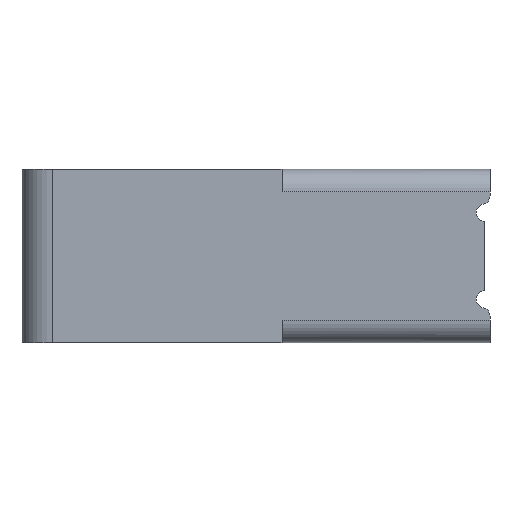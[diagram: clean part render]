
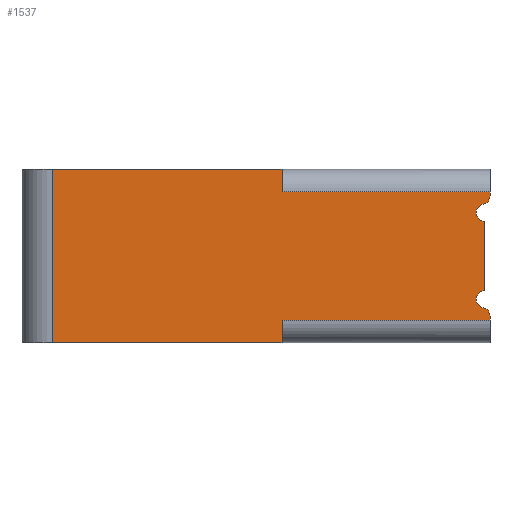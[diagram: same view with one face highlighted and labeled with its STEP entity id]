
A CAD part, front view. The second image highlights one B-rep face of the part: STEP entity #1537.
In plain terms, the highlighted planar face has unit normal (0, -1, 0).
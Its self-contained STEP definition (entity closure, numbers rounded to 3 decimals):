
#10 = VERTEX_POINT ( 'NONE', #1973 ) ;
#18 = EDGE_CURVE ( 'NONE', #10, #2248, #2622, .T. ) ;
#25 = DIRECTION ( 'NONE',  ( 0., 1., 0. ) ) ;
#59 = CARTESIAN_POINT ( 'NONE',  ( 0.25, 0., -2.67 ) ) ;
#66 = CARTESIAN_POINT ( 'NONE',  ( -0.2, 0., -2.67 ) ) ;
#87 = DIRECTION ( 'NONE',  ( 1., 0., 0. ) ) ;
#165 = EDGE_CURVE ( 'NONE', #1717, #631, #2846, .T. ) ;
#263 = LINE ( 'NONE', #2681, #2915 ) ;
#359 = VERTEX_POINT ( 'NONE', #637 ) ;
#404 = CARTESIAN_POINT ( 'NONE',  ( -0.25, 0., -2.67 ) ) ;
#417 = AXIS2_PLACEMENT_3D ( 'NONE', #2515, #25, #3200 ) ;
#437 = AXIS2_PLACEMENT_3D ( 'NONE', #404, #784, #1082 ) ;
#453 = DIRECTION ( 'NONE',  ( -1., 0., 0. ) ) ;
#462 = CARTESIAN_POINT ( 'NONE',  ( -0.37, 0., -1.5 ) ) ;
#469 = CARTESIAN_POINT ( 'NONE',  ( 0.37, 0., -2.7 ) ) ;
#488 = VERTEX_POINT ( 'NONE', #3382 ) ;
#491 = CARTESIAN_POINT ( 'NONE',  ( -0.25, 0., -2.62 ) ) ;
#536 = AXIS2_PLACEMENT_3D ( 'NONE', #2198, #3821, #680 ) ;
#549 = EDGE_CURVE ( 'NONE', #359, #3437, #3474, .T. ) ;
#564 = VERTEX_POINT ( 'NONE', #690 ) ;
#603 = VERTEX_POINT ( 'NONE', #801 ) ;
#631 = VERTEX_POINT ( 'NONE', #3541 ) ;
#637 = CARTESIAN_POINT ( 'NONE',  ( -0.348, 0., -2.7 ) ) ;
#654 = CARTESIAN_POINT ( 'NONE',  ( 0.348, 0., -2.65 ) ) ;
#680 = DIRECTION ( 'NONE',  ( 0.98, 0., -0.2 ) ) ;
#690 = CARTESIAN_POINT ( 'NONE',  ( 0.37, 0., -1.5 ) ) ;
#691 = CARTESIAN_POINT ( 'NONE',  ( -0.2, 0., -2.67 ) ) ;
#750 = LINE ( 'NONE', #462, #1776 ) ;
#784 = DIRECTION ( 'NONE',  ( 0., 1., 0. ) ) ;
#791 = CARTESIAN_POINT ( 'NONE',  ( -0.5, 0., -1.5 ) ) ;
#801 = CARTESIAN_POINT ( 'NONE',  ( -0.37, 0., -1.5 ) ) ;
#811 = ORIENTED_EDGE ( 'NONE', *, *, #1293, .F. ) ;
#850 = AXIS2_PLACEMENT_3D ( 'NONE', #59, #2254, #1597 ) ;
#874 = ORIENTED_EDGE ( 'NONE', *, *, #889, .T. ) ;
#883 = EDGE_CURVE ( 'NONE', #631, #2248, #2591, .T. ) ;
#889 = EDGE_CURVE ( 'NONE', #1488, #10, #2738, .T. ) ;
#945 = ORIENTED_EDGE ( 'NONE', *, *, #2952, .T. ) ;
#955 = ORIENTED_EDGE ( 'NONE', *, *, #549, .F. ) ;
#1010 = VERTEX_POINT ( 'NONE', #3242 ) ;
#1019 = CARTESIAN_POINT ( 'NONE',  ( -0.37, 0., -1.5 ) ) ;
#1045 = DIRECTION ( 'NONE',  ( 0., 0., -1. ) ) ;
#1081 = CARTESIAN_POINT ( 'NONE',  ( -0.5, 0., -0.175 ) ) ;
#1082 = DIRECTION ( 'NONE',  ( -0.98, 0., 0.2 ) ) ;
#1131 = EDGE_CURVE ( 'NONE', #1010, #1750, #2933, .T. ) ;
#1201 = AXIS2_PLACEMENT_3D ( 'NONE', #1417, #2692, #2063 ) ;
#1293 = EDGE_CURVE ( 'NONE', #3145, #2074, #263, .T. ) ;
#1306 = CARTESIAN_POINT ( 'NONE',  ( -0.37, 0., -2.7 ) ) ;
#1400 = CARTESIAN_POINT ( 'NONE',  ( 0.5, 0., -0.175 ) ) ;
#1417 = CARTESIAN_POINT ( 'NONE',  ( -0.25, 0., -2.67 ) ) ;
#1458 = AXIS2_PLACEMENT_3D ( 'NONE', #2500, #3862, #1045 ) ;
#1488 = VERTEX_POINT ( 'NONE', #2295 ) ;
#1519 = DIRECTION ( 'NONE',  ( 0., 0., 1. ) ) ;
#1537 = ADVANCED_FACE ( 'NONE', ( #3133 ), #1548, .T. ) ;
#1548 = PLANE ( 'NONE',  #1458 ) ;
#1573 = ORIENTED_EDGE ( 'NONE', *, *, #2196, .T. ) ;
#1577 = CARTESIAN_POINT ( 'NONE',  ( -0.348, 0., -2.7 ) ) ;
#1597 = DIRECTION ( 'NONE',  ( -1., 0., 0. ) ) ;
#1655 = DIRECTION ( 'NONE',  ( 0., 1., 0. ) ) ;
#1705 = ORIENTED_EDGE ( 'NONE', *, *, #2634, .T. ) ;
#1717 = VERTEX_POINT ( 'NONE', #2632 ) ;
#1750 = VERTEX_POINT ( 'NONE', #491 ) ;
#1776 = VECTOR ( 'NONE', #3268, 1000. ) ;
#1890 = EDGE_LOOP ( 'NONE', ( #955, #3397, #3226, #945, #2803, #874, #3338, #1935, #3360, #2235, #3529, #1705, #811, #2992, #3220, #1573 ) ) ;
#1911 = EDGE_CURVE ( 'NONE', #1010, #359, #2782, .T. ) ;
#1935 = ORIENTED_EDGE ( 'NONE', *, *, #883, .F. ) ;
#1973 = CARTESIAN_POINT ( 'NONE',  ( 0.25, 0., -2.62 ) ) ;
#2063 = DIRECTION ( 'NONE',  ( -0.98, 0., 0.2 ) ) ;
#2074 = VERTEX_POINT ( 'NONE', #1400 ) ;
#2149 = CIRCLE ( 'NONE', #437, 0.05 ) ;
#2178 = VERTEX_POINT ( 'NONE', #791 ) ;
#2184 = AXIS2_PLACEMENT_3D ( 'NONE', #654, #1655, #4068 ) ;
#2188 = LINE ( 'NONE', #4057, #3537 ) ;
#2196 = EDGE_CURVE ( 'NONE', #603, #3437, #750, .T. ) ;
#2198 = CARTESIAN_POINT ( 'NONE',  ( -0.348, 0., -2.65 ) ) ;
#2235 = ORIENTED_EDGE ( 'NONE', *, *, #2353, .F. ) ;
#2248 = VERTEX_POINT ( 'NONE', #2719 ) ;
#2254 = DIRECTION ( 'NONE',  ( 0., 1., 0. ) ) ;
#2295 = CARTESIAN_POINT ( 'NONE',  ( 0.2, 0., -2.67 ) ) ;
#2321 = DIRECTION ( 'NONE',  ( 1., 0., 0. ) ) ;
#2353 = EDGE_CURVE ( 'NONE', #564, #1717, #2854, .T. ) ;
#2436 = LINE ( 'NONE', #3048, #3988 ) ;
#2488 = VECTOR ( 'NONE', #2549, 1000. ) ;
#2496 = CARTESIAN_POINT ( 'NONE',  ( 0.37, 0., -1.5 ) ) ;
#2500 = CARTESIAN_POINT ( 'NONE',  ( 0.5, 0., -2.7 ) ) ;
#2508 = VECTOR ( 'NONE', #2848, 1000. ) ;
#2515 = CARTESIAN_POINT ( 'NONE',  ( 0.25, 0., -2.67 ) ) ;
#2549 = DIRECTION ( 'NONE',  ( 0., 0., -1. ) ) ;
#2564 = DIRECTION ( 'NONE',  ( -1., 0., 0. ) ) ;
#2591 = CIRCLE ( 'NONE', #2184, 0.05 ) ;
#2616 = LINE ( 'NONE', #2980, #3924 ) ;
#2622 = CIRCLE ( 'NONE', #850, 0.05 ) ;
#2632 = CARTESIAN_POINT ( 'NONE',  ( 0.37, 0., -2.7 ) ) ;
#2634 = EDGE_CURVE ( 'NONE', #488, #2074, #2436, .T. ) ;
#2681 = CARTESIAN_POINT ( 'NONE',  ( -0.5, 0., -0.175 ) ) ;
#2692 = DIRECTION ( 'NONE',  ( 0., 1., 0. ) ) ;
#2719 = CARTESIAN_POINT ( 'NONE',  ( 0.299, 0., -2.66 ) ) ;
#2738 = CIRCLE ( 'NONE', #417, 0.05 ) ;
#2782 = CIRCLE ( 'NONE', #536, 0.05 ) ;
#2803 = ORIENTED_EDGE ( 'NONE', *, *, #3963, .T. ) ;
#2846 = LINE ( 'NONE', #469, #3250 ) ;
#2848 = DIRECTION ( 'NONE',  ( -1., 0., 0. ) ) ;
#2852 = EDGE_CURVE ( 'NONE', #2178, #3145, #2616, .T. ) ;
#2854 = LINE ( 'NONE', #2496, #2488 ) ;
#2910 = EDGE_CURVE ( 'NONE', #603, #2178, #3834, .T. ) ;
#2915 = VECTOR ( 'NONE', #2321, 1000. ) ;
#2920 = VERTEX_POINT ( 'NONE', #691 ) ;
#2933 = CIRCLE ( 'NONE', #1201, 0.05 ) ;
#2952 = EDGE_CURVE ( 'NONE', #1750, #2920, #2149, .T. ) ;
#2980 = CARTESIAN_POINT ( 'NONE',  ( -0.5, 0., -1.5 ) ) ;
#2992 = ORIENTED_EDGE ( 'NONE', *, *, #2852, .F. ) ;
#3048 = CARTESIAN_POINT ( 'NONE',  ( 0.5, 0., -1.5 ) ) ;
#3133 = FACE_OUTER_BOUND ( 'NONE', #1890, .T. ) ;
#3145 = VERTEX_POINT ( 'NONE', #1081 ) ;
#3200 = DIRECTION ( 'NONE',  ( -1., 0., 0. ) ) ;
#3220 = ORIENTED_EDGE ( 'NONE', *, *, #2910, .F. ) ;
#3226 = ORIENTED_EDGE ( 'NONE', *, *, #1131, .T. ) ;
#3242 = CARTESIAN_POINT ( 'NONE',  ( -0.299, 0., -2.66 ) ) ;
#3250 = VECTOR ( 'NONE', #3278, 1000. ) ;
#3268 = DIRECTION ( 'NONE',  ( 0., 0., -1. ) ) ;
#3278 = DIRECTION ( 'NONE',  ( -1., 0., 0. ) ) ;
#3329 = VECTOR ( 'NONE', #87, 1000. ) ;
#3338 = ORIENTED_EDGE ( 'NONE', *, *, #18, .T. ) ;
#3360 = ORIENTED_EDGE ( 'NONE', *, *, #165, .F. ) ;
#3382 = CARTESIAN_POINT ( 'NONE',  ( 0.5, 0., -1.5 ) ) ;
#3397 = ORIENTED_EDGE ( 'NONE', *, *, #1911, .F. ) ;
#3437 = VERTEX_POINT ( 'NONE', #1306 ) ;
#3442 = EDGE_CURVE ( 'NONE', #488, #564, #2188, .T. ) ;
#3474 = LINE ( 'NONE', #1577, #2508 ) ;
#3529 = ORIENTED_EDGE ( 'NONE', *, *, #3442, .F. ) ;
#3537 = VECTOR ( 'NONE', #2564, 1000. ) ;
#3541 = CARTESIAN_POINT ( 'NONE',  ( 0.348, 0., -2.7 ) ) ;
#3603 = DIRECTION ( 'NONE',  ( 0., 0., 1. ) ) ;
#3821 = DIRECTION ( 'NONE',  ( 0., 1., 0. ) ) ;
#3834 = LINE ( 'NONE', #1019, #3848 ) ;
#3837 = LINE ( 'NONE', #66, #3329 ) ;
#3848 = VECTOR ( 'NONE', #453, 1000. ) ;
#3862 = DIRECTION ( 'NONE',  ( 0., -1., 0. ) ) ;
#3924 = VECTOR ( 'NONE', #3603, 1000. ) ;
#3963 = EDGE_CURVE ( 'NONE', #2920, #1488, #3837, .T. ) ;
#3988 = VECTOR ( 'NONE', #1519, 1000. ) ;
#4057 = CARTESIAN_POINT ( 'NONE',  ( 0.5, 0., -1.5 ) ) ;
#4068 = DIRECTION ( 'NONE',  ( 0., 0., -1. ) ) ;
